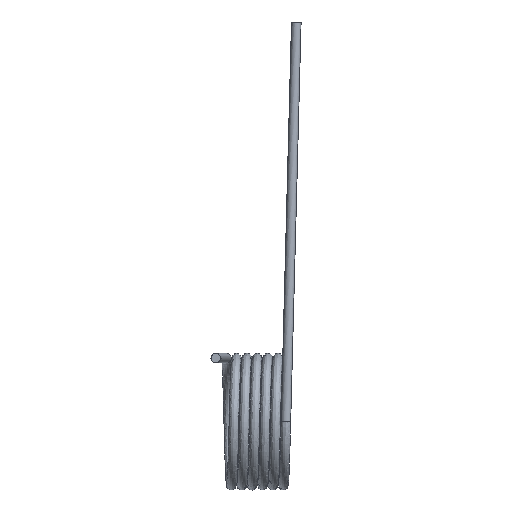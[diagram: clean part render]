
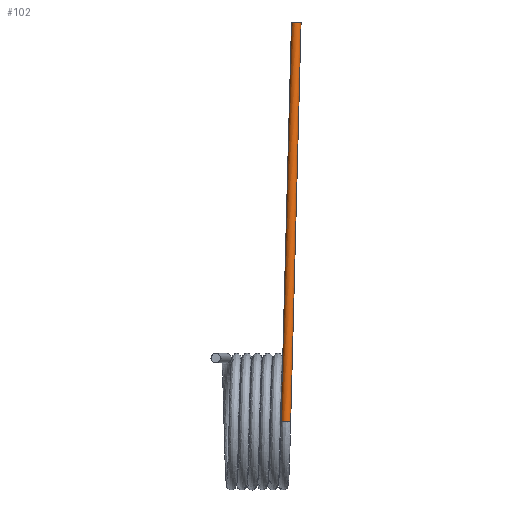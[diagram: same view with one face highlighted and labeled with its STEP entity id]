
A CAD part, front view. The second image highlights one B-rep face of the part: STEP entity #102.
In plain terms, the highlighted cylindrical face has radius 0.152 mm (diameter 0.305 mm), a partial arc.
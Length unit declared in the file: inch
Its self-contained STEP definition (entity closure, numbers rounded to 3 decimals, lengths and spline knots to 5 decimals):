
#2 = DIRECTION ( 'NONE',  ( -0.026, 0., -1. ) ) ;
#50 = EDGE_CURVE ( 'NONE', #423, #426, #1376, .T. ) ;
#60 = LINE ( 'NONE', #677, #1172 ) ;
#95 = EDGE_CURVE ( 'NONE', #1003, #855, #60, .T. ) ;
#102 = ADVANCED_FACE ( 'NONE', ( #1398 ), #458, .T. ) ;
#135 = CARTESIAN_POINT ( 'NONE',  ( 0.09376, -0.0795, 0.49967 ) ) ;
#220 = CIRCLE ( 'NONE', #514, 0.006 ) ;
#338 = ORIENTED_EDGE ( 'NONE', *, *, #50, .F. ) ;
#354 = CIRCLE ( 'NONE', #1215, 0.006 ) ;
#401 = DIRECTION ( 'NONE',  ( -1., 0., 0.026 ) ) ;
#408 = CARTESIAN_POINT ( 'NONE',  ( 0.07475, -0.0795, 0. ) ) ;
#423 = VERTEX_POINT ( 'NONE', #1161 ) ;
#426 = VERTEX_POINT ( 'NONE', #515 ) ;
#458 = CYLINDRICAL_SURFACE ( 'NONE', #854, 0.006 ) ;
#508 = DIRECTION ( 'NONE',  ( 0.026, 0., 1. ) ) ;
#514 = AXIS2_PLACEMENT_3D ( 'NONE', #1401, #739, #1289 ) ;
#515 = CARTESIAN_POINT ( 'NONE',  ( 0.08075, -0.0795, -0.00016 ) ) ;
#542 = EDGE_CURVE ( 'NONE', #1003, #423, #220, .T. ) ;
#549 = EDGE_LOOP ( 'NONE', ( #338, #1050, #1188, #1260 ) ) ;
#570 = EDGE_CURVE ( 'NONE', #855, #426, #354, .T. ) ;
#677 = CARTESIAN_POINT ( 'NONE',  ( 0.08176, -0.0795, 0.49999 ) ) ;
#739 = DIRECTION ( 'NONE',  ( 0.026, 0., 1. ) ) ;
#854 = AXIS2_PLACEMENT_3D ( 'NONE', #1222, #893, #1323 ) ;
#855 = VERTEX_POINT ( 'NONE', #1239 ) ;
#888 = VECTOR ( 'NONE', #906, 39.37008 ) ;
#893 = DIRECTION ( 'NONE',  ( -0.026, 0., -1. ) ) ;
#906 = DIRECTION ( 'NONE',  ( -0.026, 0., -1. ) ) ;
#1003 = VERTEX_POINT ( 'NONE', #1141 ) ;
#1050 = ORIENTED_EDGE ( 'NONE', *, *, #542, .F. ) ;
#1141 = CARTESIAN_POINT ( 'NONE',  ( 0.08176, -0.0795, 0.49999 ) ) ;
#1161 = CARTESIAN_POINT ( 'NONE',  ( 0.09376, -0.0795, 0.49967 ) ) ;
#1172 = VECTOR ( 'NONE', #2, 39.37008 ) ;
#1188 = ORIENTED_EDGE ( 'NONE', *, *, #95, .T. ) ;
#1215 = AXIS2_PLACEMENT_3D ( 'NONE', #408, #508, #401 ) ;
#1222 = CARTESIAN_POINT ( 'NONE',  ( 0.08776, -0.0795, 0.49983 ) ) ;
#1239 = CARTESIAN_POINT ( 'NONE',  ( 0.06875, -0.0795, 0.00016 ) ) ;
#1260 = ORIENTED_EDGE ( 'NONE', *, *, #570, .T. ) ;
#1289 = DIRECTION ( 'NONE',  ( 1., 0., -0.026 ) ) ;
#1323 = DIRECTION ( 'NONE',  ( -1., 0., 0.026 ) ) ;
#1376 = LINE ( 'NONE', #135, #888 ) ;
#1398 = FACE_OUTER_BOUND ( 'NONE', #549, .T. ) ;
#1401 = CARTESIAN_POINT ( 'NONE',  ( 0.08776, -0.0795, 0.49983 ) ) ;
